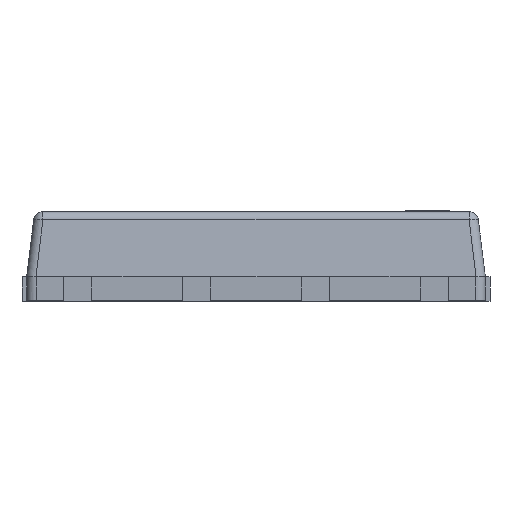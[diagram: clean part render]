
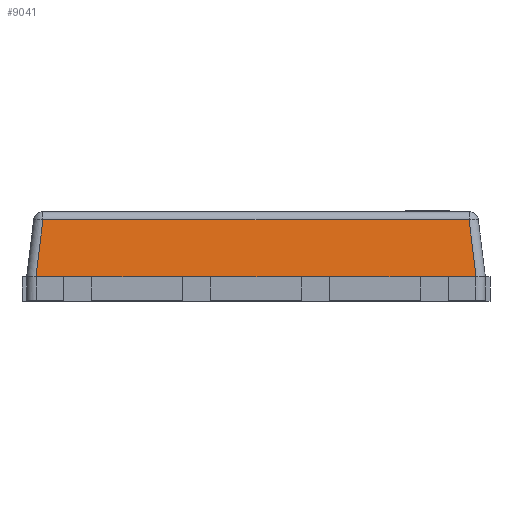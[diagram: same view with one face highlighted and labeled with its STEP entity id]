
A CAD part, front view. The second image highlights one B-rep face of the part: STEP entity #9041.
In plain terms, the highlighted planar face has unit normal (0, -0.993, 0.122).
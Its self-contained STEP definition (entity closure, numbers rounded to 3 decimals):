
#30 = VECTOR ( 'NONE', #1051, 1000. ) ;
#112 = VERTEX_POINT ( 'NONE', #8071 ) ;
#115 = VECTOR ( 'NONE', #9603, 1000. ) ;
#244 = CARTESIAN_POINT ( 'NONE',  ( -2.055, -2.875, 0. ) ) ;
#364 = CARTESIAN_POINT ( 'NONE',  ( 2.276, -2.8, 0.608 ) ) ;
#391 = CARTESIAN_POINT ( 'NONE',  ( 2.35, -2.875, 0. ) ) ;
#439 = ORIENTED_EDGE ( 'NONE', *, *, #7293, .T. ) ;
#904 = VECTOR ( 'NONE', #19977, 1000. ) ;
#1051 = DIRECTION ( 'NONE',  ( 1., 0., 0. ) ) ;
#1293 = CARTESIAN_POINT ( 'NONE',  ( -0.485, -2.875, 0. ) ) ;
#1867 = ORIENTED_EDGE ( 'NONE', *, *, #3962, .T. ) ;
#1965 = ORIENTED_EDGE ( 'NONE', *, *, #9830, .T. ) ;
#2245 = ORIENTED_EDGE ( 'NONE', *, *, #9627, .T. ) ;
#2377 = VECTOR ( 'NONE', #9087, 1000. ) ;
#2521 = EDGE_CURVE ( 'NONE', #19193, #7326, #8789, .T. ) ;
#2832 = AXIS2_PLACEMENT_3D ( 'NONE', #18069, #14714, #9975 ) ;
#3191 = LINE ( 'NONE', #12820, #5138 ) ;
#3381 = EDGE_CURVE ( 'NONE', #4767, #112, #16704, .T. ) ;
#3525 = EDGE_CURVE ( 'NONE', #17803, #5434, #8700, .T. ) ;
#3696 = CARTESIAN_POINT ( 'NONE',  ( -2.45, -2.875, 0. ) ) ;
#3960 = LINE ( 'NONE', #17119, #5659 ) ;
#3962 = EDGE_CURVE ( 'NONE', #15851, #9228, #13600, .T. ) ;
#4304 = LINE ( 'NONE', #17371, #2377 ) ;
#4368 = CARTESIAN_POINT ( 'NONE',  ( -2.351, -2.875, 0. ) ) ;
#4393 = CARTESIAN_POINT ( 'NONE',  ( 2.28, -2.805, 0.572 ) ) ;
#4587 = CARTESIAN_POINT ( 'NONE',  ( 2.351, -2.875, 0. ) ) ;
#4615 = ORIENTED_EDGE ( 'NONE', *, *, #3381, .T. ) ;
#4736 = ORIENTED_EDGE ( 'NONE', *, *, #3525, .T. ) ;
#4767 = VERTEX_POINT ( 'NONE', #10499 ) ;
#4892 = FACE_OUTER_BOUND ( 'NONE', #19331, .T. ) ;
#5100 = DIRECTION ( 'NONE',  ( -1., 0., 0. ) ) ;
#5138 = VECTOR ( 'NONE', #9910, 1000. ) ;
#5434 = VERTEX_POINT ( 'NONE', #244 ) ;
#5502 = LINE ( 'NONE', #20413, #14749 ) ;
#5659 = VECTOR ( 'NONE', #10564, 1000. ) ;
#6854 = EDGE_CURVE ( 'NONE', #9228, #19193, #3191, .T. ) ;
#7167 = VERTEX_POINT ( 'NONE', #4587 ) ;
#7293 = EDGE_CURVE ( 'NONE', #7167, #16376, #15816, .T. ) ;
#7326 = VERTEX_POINT ( 'NONE', #12292 ) ;
#7766 = CARTESIAN_POINT ( 'NONE',  ( -2.35, -2.875, 0. ) ) ;
#7937 = VECTOR ( 'NONE', #17356, 1000. ) ;
#8071 = CARTESIAN_POINT ( 'NONE',  ( 2.35, -2.875, 0. ) ) ;
#8103 = VECTOR ( 'NONE', #15151, 1000. ) ;
#8194 = EDGE_CURVE ( 'NONE', #12032, #15851, #9590, .T. ) ;
#8256 = VECTOR ( 'NONE', #18536, 1000. ) ;
#8315 = CARTESIAN_POINT ( 'NONE',  ( 0.485, -2.875, 0. ) ) ;
#8700 = LINE ( 'NONE', #15254, #8103 ) ;
#8789 = LINE ( 'NONE', #3696, #14005 ) ;
#9016 =( BOUNDED_CURVE ( )  B_SPLINE_CURVE ( 3, ( #391, #10562, #12274, #13601 ),
 .UNSPECIFIED., .F., .F. ) 
 B_SPLINE_CURVE_WITH_KNOTS ( ( 4, 4 ),
 ( 3.142, 3.149 ),
 .UNSPECIFIED. ) 
 CURVE ( )  GEOMETRIC_REPRESENTATION_ITEM ( )  RATIONAL_B_SPLINE_CURVE ( ( 1., 1., 1., 1. ) ) 
 REPRESENTATION_ITEM ( '' )  );
#9029 = CARTESIAN_POINT ( 'NONE',  ( -2.351, -2.875, 0. ) ) ;
#9041 = ADVANCED_FACE ( 'NONE', ( #4892 ), #16419, .T. ) ;
#9087 = DIRECTION ( 'NONE',  ( 1., 0., 0. ) ) ;
#9228 = VERTEX_POINT ( 'NONE', #8315 ) ;
#9378 = ORIENTED_EDGE ( 'NONE', *, *, #10094, .T. ) ;
#9452 = EDGE_CURVE ( 'NONE', #18588, #18900, #11434, .T. ) ;
#9590 = LINE ( 'NONE', #21156, #30 ) ;
#9603 = DIRECTION ( 'NONE',  ( -0.121, -0.121, -0.985 ) ) ;
#9627 = EDGE_CURVE ( 'NONE', #7326, #4767, #3960, .T. ) ;
#9830 = EDGE_CURVE ( 'NONE', #18900, #17803, #13428, .T. ) ;
#9910 = DIRECTION ( 'NONE',  ( 1., 0., 0. ) ) ;
#9975 = DIRECTION ( 'NONE',  ( 0., -0.122, -0.993 ) ) ;
#10094 = EDGE_CURVE ( 'NONE', #5434, #13531, #4304, .T. ) ;
#10300 = DIRECTION ( 'NONE',  ( 1., 0., 0. ) ) ;
#10402 = CARTESIAN_POINT ( 'NONE',  ( -2.365, -2.8, 0.608 ) ) ;
#10499 = CARTESIAN_POINT ( 'NONE',  ( 2.055, -2.875, 0. ) ) ;
#10562 = CARTESIAN_POINT ( 'NONE',  ( 2.35, -2.875, 0. ) ) ;
#10564 = DIRECTION ( 'NONE',  ( 1., 0., 0. ) ) ;
#10763 = ORIENTED_EDGE ( 'NONE', *, *, #13520, .T. ) ;
#11427 = ORIENTED_EDGE ( 'NONE', *, *, #15980, .T. ) ;
#11434 = LINE ( 'NONE', #19653, #115 ) ;
#11888 = DIRECTION ( 'NONE',  ( 1., 0., 0. ) ) ;
#11966 = CARTESIAN_POINT ( 'NONE',  ( -2.45, -2.875, 0. ) ) ;
#11999 = ORIENTED_EDGE ( 'NONE', *, *, #16928, .T. ) ;
#12032 = VERTEX_POINT ( 'NONE', #14807 ) ;
#12150 = CARTESIAN_POINT ( 'NONE',  ( -2.35, -2.875, 0. ) ) ;
#12253 = CARTESIAN_POINT ( 'NONE',  ( -2.35, -2.875, 0. ) ) ;
#12274 = CARTESIAN_POINT ( 'NONE',  ( 2.35, -2.875, 0. ) ) ;
#12292 = CARTESIAN_POINT ( 'NONE',  ( 1.755, -2.875, 0. ) ) ;
#12820 = CARTESIAN_POINT ( 'NONE',  ( -2.45, -2.875, 0. ) ) ;
#13428 =( BOUNDED_CURVE ( )  B_SPLINE_CURVE ( 3, ( #9029, #12253, #12150, #15678 ),
 .UNSPECIFIED., .F., .F. ) 
 B_SPLINE_CURVE_WITH_KNOTS ( ( 4, 4 ),
 ( 3.134, 3.142 ),
 .UNSPECIFIED. ) 
 CURVE ( )  GEOMETRIC_REPRESENTATION_ITEM ( )  RATIONAL_B_SPLINE_CURVE ( ( 1., 1., 1., 1. ) ) 
 REPRESENTATION_ITEM ( '' )  );
#13433 = VECTOR ( 'NONE', #5100, 1000. ) ;
#13520 = EDGE_CURVE ( 'NONE', #16376, #18588, #15231, .T. ) ;
#13531 = VERTEX_POINT ( 'NONE', #20123 ) ;
#13600 = LINE ( 'NONE', #11966, #8256 ) ;
#13601 = CARTESIAN_POINT ( 'NONE',  ( 2.351, -2.875, 0. ) ) ;
#14005 = VECTOR ( 'NONE', #10300, 1000. ) ;
#14194 = CARTESIAN_POINT ( 'NONE',  ( 0.785, -2.875, 0. ) ) ;
#14714 = DIRECTION ( 'NONE',  ( 0., -0.993, 0.122 ) ) ;
#14749 = VECTOR ( 'NONE', #11888, 1000. ) ;
#14807 = CARTESIAN_POINT ( 'NONE',  ( -0.785, -2.875, 0. ) ) ;
#14979 = CARTESIAN_POINT ( 'NONE',  ( -2.45, -2.875, 0. ) ) ;
#15151 = DIRECTION ( 'NONE',  ( 1., 0., 0. ) ) ;
#15231 = LINE ( 'NONE', #10402, #13433 ) ;
#15254 = CARTESIAN_POINT ( 'NONE',  ( -2.45, -2.875, 0. ) ) ;
#15678 = CARTESIAN_POINT ( 'NONE',  ( -2.35, -2.875, 0. ) ) ;
#15816 = LINE ( 'NONE', #4393, #7937 ) ;
#15851 = VERTEX_POINT ( 'NONE', #1293 ) ;
#15980 = EDGE_CURVE ( 'NONE', #13531, #12032, #5502, .T. ) ;
#16302 = ORIENTED_EDGE ( 'NONE', *, *, #2521, .T. ) ;
#16376 = VERTEX_POINT ( 'NONE', #364 ) ;
#16419 = PLANE ( 'NONE',  #2832 ) ;
#16704 = LINE ( 'NONE', #14979, #904 ) ;
#16714 = CARTESIAN_POINT ( 'NONE',  ( -2.276, -2.8, 0.608 ) ) ;
#16928 = EDGE_CURVE ( 'NONE', #112, #7167, #9016, .T. ) ;
#17119 = CARTESIAN_POINT ( 'NONE',  ( -2.45, -2.875, 0. ) ) ;
#17356 = DIRECTION ( 'NONE',  ( -0.121, 0.121, 0.985 ) ) ;
#17371 = CARTESIAN_POINT ( 'NONE',  ( -2.45, -2.875, 0. ) ) ;
#17803 = VERTEX_POINT ( 'NONE', #7766 ) ;
#18069 = CARTESIAN_POINT ( 'NONE',  ( -2.45, -2.875, 0. ) ) ;
#18536 = DIRECTION ( 'NONE',  ( 1., 0., 0. ) ) ;
#18548 = ORIENTED_EDGE ( 'NONE', *, *, #9452, .T. ) ;
#18588 = VERTEX_POINT ( 'NONE', #16714 ) ;
#18900 = VERTEX_POINT ( 'NONE', #4368 ) ;
#19146 = ORIENTED_EDGE ( 'NONE', *, *, #6854, .T. ) ;
#19193 = VERTEX_POINT ( 'NONE', #14194 ) ;
#19331 = EDGE_LOOP ( 'NONE', ( #18548, #1965, #4736, #9378, #11427, #20321, #1867, #19146, #16302, #2245, #4615, #11999, #439, #10763 ) ) ;
#19653 = CARTESIAN_POINT ( 'NONE',  ( -2.352, -2.876, -0.012 ) ) ;
#19977 = DIRECTION ( 'NONE',  ( 1., 0., 0. ) ) ;
#20123 = CARTESIAN_POINT ( 'NONE',  ( -1.755, -2.875, 0. ) ) ;
#20321 = ORIENTED_EDGE ( 'NONE', *, *, #8194, .T. ) ;
#20413 = CARTESIAN_POINT ( 'NONE',  ( -2.45, -2.875, 0. ) ) ;
#21156 = CARTESIAN_POINT ( 'NONE',  ( -2.45, -2.875, 0. ) ) ;
